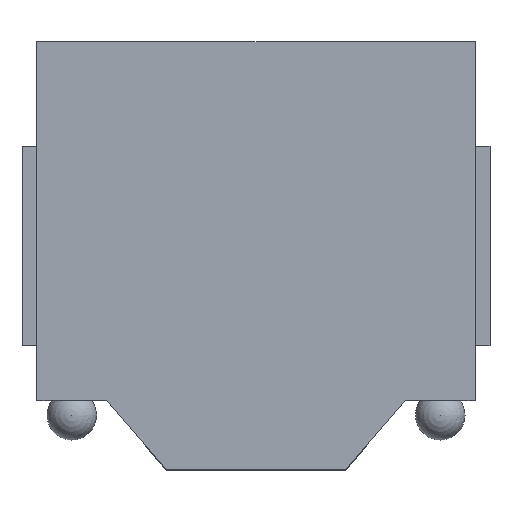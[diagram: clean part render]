
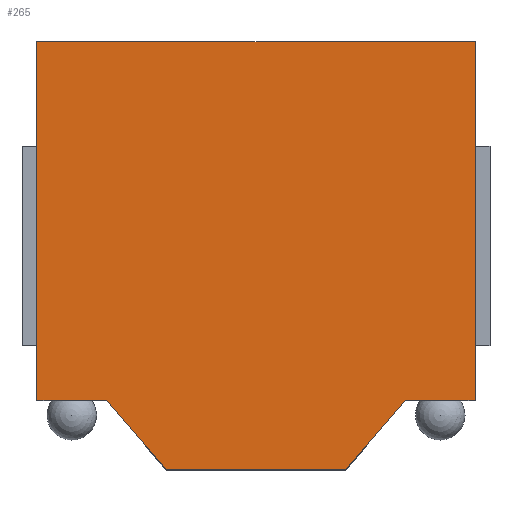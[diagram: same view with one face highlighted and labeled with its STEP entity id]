
A CAD part, top view. The second image highlights one B-rep face of the part: STEP entity #265.
In plain terms, the highlighted planar face has unit normal (0, 0, 1).
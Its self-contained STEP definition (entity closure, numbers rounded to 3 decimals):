
#24 = VERTEX_POINT('',#25);
#25 = CARTESIAN_POINT('',(-2.2,-2.05,2.));
#40 = VERTEX_POINT('',#41);
#41 = CARTESIAN_POINT('',(-2.2,1.55,2.));
#47 = EDGE_CURVE('',#24,#40,#48,.T.);
#48 = LINE('',#49,#50);
#49 = CARTESIAN_POINT('',(-2.2,-2.05,2.));
#50 = VECTOR('',#51,1.);
#51 = DIRECTION('',(0.,1.,0.));
#70 = EDGE_CURVE('',#24,#71,#73,.T.);
#71 = VERTEX_POINT('',#72);
#72 = CARTESIAN_POINT('',(-1.5,-2.05,2.));
#73 = LINE('',#74,#75);
#74 = CARTESIAN_POINT('',(-2.2,-2.05,2.));
#75 = VECTOR('',#76,1.);
#76 = DIRECTION('',(1.,0.,0.));
#101 = EDGE_CURVE('',#40,#102,#104,.T.);
#102 = VERTEX_POINT('',#103);
#103 = CARTESIAN_POINT('',(2.2,1.55,2.));
#104 = LINE('',#105,#106);
#105 = CARTESIAN_POINT('',(-2.2,1.55,2.));
#106 = VECTOR('',#107,1.);
#107 = DIRECTION('',(1.,0.,0.));
#126 = VERTEX_POINT('',#127);
#127 = CARTESIAN_POINT('',(-0.9,-2.75,2.));
#140 = EDGE_CURVE('',#126,#71,#141,.T.);
#141 = LINE('',#142,#143);
#142 = CARTESIAN_POINT('',(-0.9,-2.75,2.));
#143 = VECTOR('',#144,1.);
#144 = DIRECTION('',(-0.651,0.759,0.));
#157 = VERTEX_POINT('',#158);
#158 = CARTESIAN_POINT('',(2.2,-2.05,2.));
#171 = EDGE_CURVE('',#157,#102,#172,.T.);
#172 = LINE('',#173,#174);
#173 = CARTESIAN_POINT('',(2.2,-2.05,2.));
#174 = VECTOR('',#175,1.);
#175 = DIRECTION('',(0.,1.,0.));
#194 = VERTEX_POINT('',#195);
#195 = CARTESIAN_POINT('',(1.5,-2.05,2.));
#201 = EDGE_CURVE('',#194,#157,#202,.T.);
#202 = LINE('',#203,#204);
#203 = CARTESIAN_POINT('',(-2.2,-2.05,2.));
#204 = VECTOR('',#205,1.);
#205 = DIRECTION('',(1.,0.,0.));
#225 = EDGE_CURVE('',#126,#226,#228,.T.);
#226 = VERTEX_POINT('',#227);
#227 = CARTESIAN_POINT('',(0.9,-2.75,2.));
#228 = LINE('',#229,#230);
#229 = CARTESIAN_POINT('',(-0.9,-2.75,2.));
#230 = VECTOR('',#231,1.);
#231 = DIRECTION('',(1.,0.,0.));
#255 = EDGE_CURVE('',#226,#194,#256,.T.);
#256 = LINE('',#257,#258);
#257 = CARTESIAN_POINT('',(0.9,-2.75,2.));
#258 = VECTOR('',#259,1.);
#259 = DIRECTION('',(0.651,0.759,0.));
#265 = ADVANCED_FACE('',(#266),#276,.T.);
#266 = FACE_BOUND('',#267,.T.);
#267 = EDGE_LOOP('',(#268,#269,#270,#271,#272,#273,#274,#275));
#268 = ORIENTED_EDGE('',*,*,#47,.F.);
#269 = ORIENTED_EDGE('',*,*,#70,.T.);
#270 = ORIENTED_EDGE('',*,*,#140,.F.);
#271 = ORIENTED_EDGE('',*,*,#225,.T.);
#272 = ORIENTED_EDGE('',*,*,#255,.T.);
#273 = ORIENTED_EDGE('',*,*,#201,.T.);
#274 = ORIENTED_EDGE('',*,*,#171,.T.);
#275 = ORIENTED_EDGE('',*,*,#101,.F.);
#276 = PLANE('',#277);
#277 = AXIS2_PLACEMENT_3D('',#278,#279,#280);
#278 = CARTESIAN_POINT('',(0.,-0.434,2.));
#279 = DIRECTION('',(0.,0.,1.));
#280 = DIRECTION('',(0.,1.,0.));
